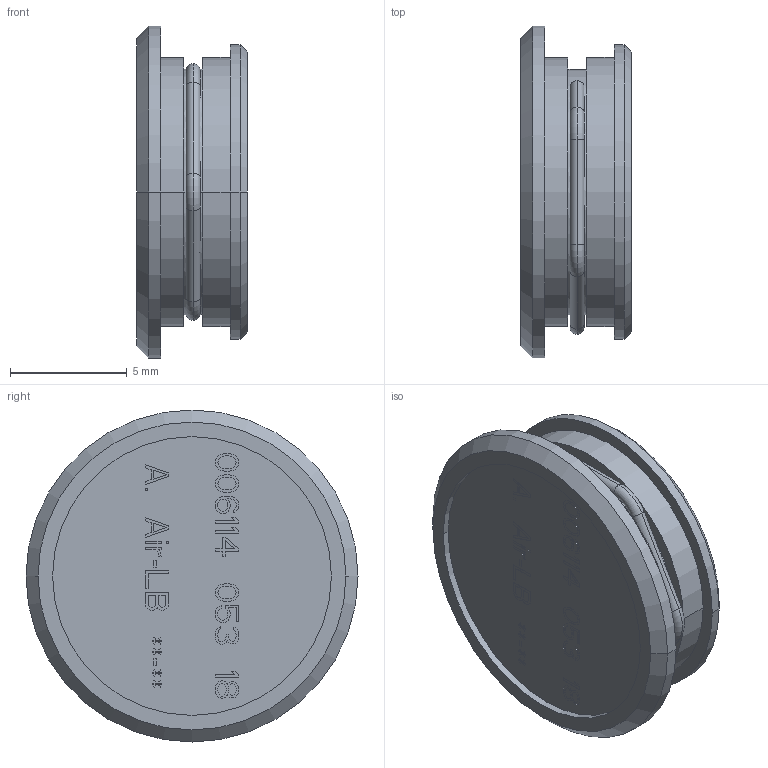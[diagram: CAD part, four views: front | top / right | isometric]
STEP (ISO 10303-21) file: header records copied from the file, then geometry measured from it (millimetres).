
FILE_DESCRIPTION((''),'2;1');
FILE_NAME('00611405307','2019-10-31T',('presta_be4'),(''),'CREO PARAMETRIC BY PTC INC, 2018360','CREO PARAMETRIC BY PTC INC, 2018360','');
FILE_SCHEMA(('CONFIG_CONTROL_DESIGN'));
Length unit declared in the file: millimetre
Products named in the file (1): 00611405307
Bounding box: 4.75 x 14.23 x 14.23 mm (x, y, z)
Volume: 346.7 mm3; surface area: 636.2 mm2
Topology: 1 solids, 1 shells, 651 faces, 1808 edges, 1195 vertices
Faces by surface type: plane 607, cylinder 26, torus 10, cone 8
Entity records: 21108 total; most frequent: CARTESIAN_POINT 4334, ORIENTED_EDGE 3612, DIRECTION 3164, EDGE_CURVE 1806, VECTOR 1726, LINE 1726, VERTEX_POINT 1195, AXIS2_PLACEMENT_3D 719
